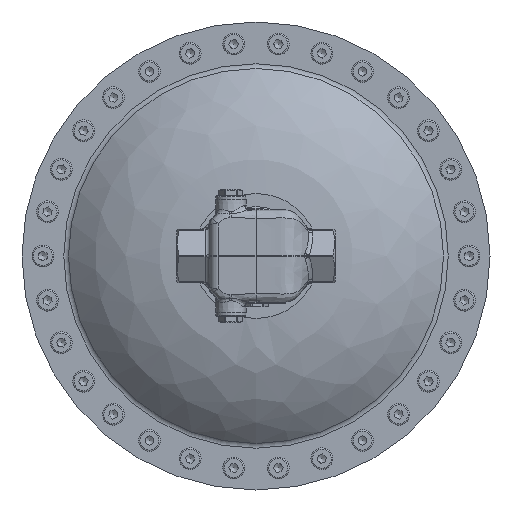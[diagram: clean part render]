
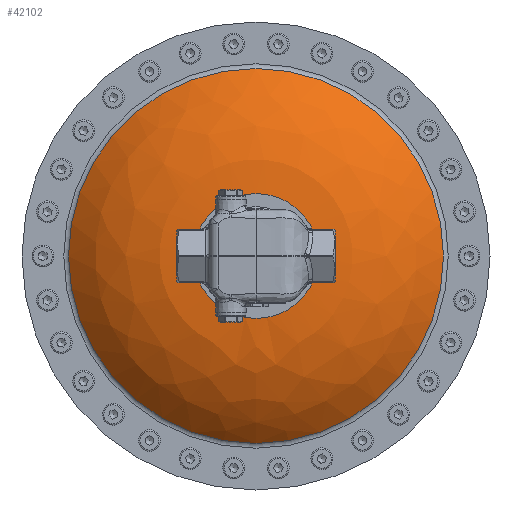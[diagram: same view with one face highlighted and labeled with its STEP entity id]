
A CAD part, front view. The second image highlights one B-rep face of the part: STEP entity #42102.
In plain terms, the highlighted free-form (B-spline) face has degree [2, 2] with [3, 9] control points.
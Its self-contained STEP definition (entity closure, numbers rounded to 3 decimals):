
#102=(
BOUNDED_SURFACE()
B_SPLINE_SURFACE(2,2,((#62934,#62935,#62936,#62937,#62938,#62939,#62940,
#62941,#62942),(#62943,#62944,#62945,#62946,#62947,#62948,#62949,#62950,
#62951),(#62952,#62953,#62954,#62955,#62956,#62957,#62958,#62959,#62960)),
 .UNSPECIFIED.,.F.,.T.,.F.)
B_SPLINE_SURFACE_WITH_KNOTS((3,3),(3,2,2,2,3),(0.778,1.571),
(-3.142,-1.571,0.,1.571,3.142),
 .UNSPECIFIED.)
GEOMETRIC_REPRESENTATION_ITEM()
RATIONAL_B_SPLINE_SURFACE(((1.,0.707,1.,0.707,1.,
0.707,1.,0.707,1.),(0.922,0.652,
0.922,0.652,0.922,0.652,
0.922,0.652,0.922),(1.,0.707,
1.,0.707,1.,0.707,1.,0.707,1.)))
REPRESENTATION_ITEM('')
SURFACE()
);
#3248=FACE_OUTER_BOUND('',#5827,.T.);
#5827=EDGE_LOOP('',(#27949,#27950,#27951,#27952));
#8610=CIRCLE('',#44810,37.355);
#8612=CIRCLE('',#44812,105.);
#8613=CIRCLE('',#44813,112.151);
#16585=VERTEX_POINT('',#62930);
#16587=VERTEX_POINT('',#62961);
#21004=EDGE_CURVE('',#16585,#16585,#8610,.T.);
#21006=EDGE_CURVE('',#16585,#16587,#8612,.T.);
#21007=EDGE_CURVE('',#16587,#16587,#8613,.T.);
#27949=ORIENTED_EDGE('',*,*,#21004,.F.);
#27950=ORIENTED_EDGE('',*,*,#21006,.T.);
#27951=ORIENTED_EDGE('',*,*,#21007,.T.);
#27952=ORIENTED_EDGE('',*,*,#21006,.F.);
#42102=ADVANCED_FACE('',(#3248),#102,.F.);
#44810=AXIS2_PLACEMENT_3D('',#62931,#49611,#49612);
#44812=AXIS2_PLACEMENT_3D('',#62962,#49615,#49616);
#44813=AXIS2_PLACEMENT_3D('',#62963,#49617,#49618);
#49611=DIRECTION('center_axis',(0.,-1.,0.));
#49612=DIRECTION('ref_axis',(-1.,0.,0.));
#49615=DIRECTION('center_axis',(1.,0.,0.));
#49616=DIRECTION('ref_axis',(0.,0.,
-1.));
#49617=DIRECTION('center_axis',(0.,-1.,0.));
#49618=DIRECTION('ref_axis',(-1.,0.,0.));
#62930=CARTESIAN_POINT('',(0.,63.4,-37.355));
#62931=CARTESIAN_POINT('Origin',(0.,63.4,
0.));
#62934=CARTESIAN_POINT('Ctrl Pts',(0.,94.707,
-112.151));
#62935=CARTESIAN_POINT('Ctrl Pts',(112.151,94.707,-112.151));
#62936=CARTESIAN_POINT('Ctrl Pts',(112.151,94.707,0.));
#62937=CARTESIAN_POINT('Ctrl Pts',(112.151,94.707,112.151));
#62938=CARTESIAN_POINT('Ctrl Pts',(0.,94.707,
112.151));
#62939=CARTESIAN_POINT('Ctrl Pts',(-112.151,94.707,112.151));
#62940=CARTESIAN_POINT('Ctrl Pts',(-112.151,94.707,0.));
#62941=CARTESIAN_POINT('Ctrl Pts',(-112.151,94.707,-112.151));
#62942=CARTESIAN_POINT('Ctrl Pts',(0.,94.707,
-112.151));
#62943=CARTESIAN_POINT('Ctrl Pts',(0.,63.4,
-81.305));
#62944=CARTESIAN_POINT('Ctrl Pts',(81.305,63.4,-81.305));
#62945=CARTESIAN_POINT('Ctrl Pts',(81.305,63.4,0.));
#62946=CARTESIAN_POINT('Ctrl Pts',(81.305,63.4,81.305));
#62947=CARTESIAN_POINT('Ctrl Pts',(0.,63.4,
81.305));
#62948=CARTESIAN_POINT('Ctrl Pts',(-81.305,63.4,81.305));
#62949=CARTESIAN_POINT('Ctrl Pts',(-81.305,63.4,0.));
#62950=CARTESIAN_POINT('Ctrl Pts',(-81.305,63.4,-81.305));
#62951=CARTESIAN_POINT('Ctrl Pts',(0.,63.4,
-81.305));
#62952=CARTESIAN_POINT('Ctrl Pts',(0.,63.4,
-37.355));
#62953=CARTESIAN_POINT('Ctrl Pts',(37.355,63.4,-37.355));
#62954=CARTESIAN_POINT('Ctrl Pts',(37.355,63.4,0.));
#62955=CARTESIAN_POINT('Ctrl Pts',(37.355,63.4,37.355));
#62956=CARTESIAN_POINT('Ctrl Pts',(0.,63.4,
37.355));
#62957=CARTESIAN_POINT('Ctrl Pts',(-37.355,63.4,37.355));
#62958=CARTESIAN_POINT('Ctrl Pts',(-37.355,63.4,0.));
#62959=CARTESIAN_POINT('Ctrl Pts',(-37.355,63.4,-37.355));
#62960=CARTESIAN_POINT('Ctrl Pts',(0.,63.4,
-37.355));
#62961=CARTESIAN_POINT('',(0.,94.707,-112.151));
#62962=CARTESIAN_POINT('Origin',(0.,168.4,-37.355));
#62963=CARTESIAN_POINT('Origin',(0.,94.707,
0.));
